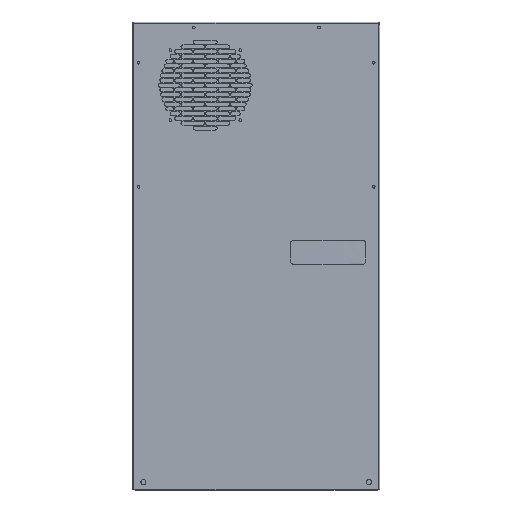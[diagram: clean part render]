
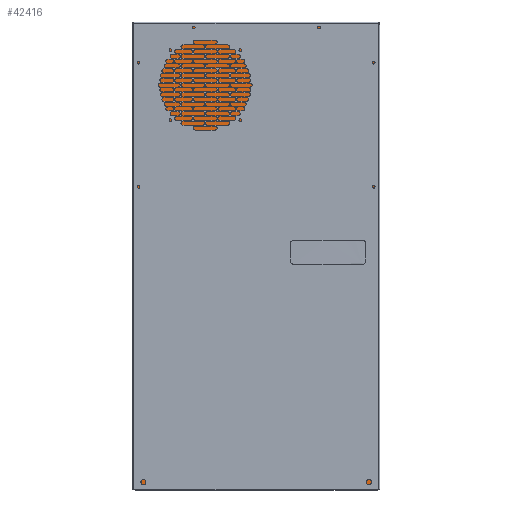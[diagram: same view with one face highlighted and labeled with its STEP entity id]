
A CAD part, top view. The second image highlights one B-rep face of the part: STEP entity #42416.
In plain terms, the highlighted planar face has unit normal (0, 0, 1).
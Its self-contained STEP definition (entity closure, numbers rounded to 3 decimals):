
#433 = CARTESIAN_POINT ( 'NONE',  ( -7.514, 32.19, 4.438 ) ) ;
#1529 = CARTESIAN_POINT ( 'NONE',  ( -7.514, 32.19, 4.438 ) ) ;
#2667 = DIRECTION ( 'NONE',  ( 0., -1., 0. ) ) ;
#2686 = VERTEX_POINT ( 'NONE', #30889 ) ;
#3059 = CARTESIAN_POINT ( 'NONE',  ( 7.525, -14.651, 4.438 ) ) ;
#4855 = VECTOR ( 'NONE', #20881, 39.37 ) ;
#5590 = CARTESIAN_POINT ( 'NONE',  ( -7.514, -13.479, 4.438 ) ) ;
#5635 = VERTEX_POINT ( 'NONE', #3059 ) ;
#6276 = CARTESIAN_POINT ( 'NONE',  ( -5.696, -13.727, 4.438 ) ) ;
#6690 = CARTESIAN_POINT ( 'NONE',  ( 7.528, -14.651, 4.438 ) ) ;
#7221 = FACE_BOUND ( 'NONE', #18690, .T. ) ;
#7343 = CARTESIAN_POINT ( 'NONE',  ( 7.525, 14.651, 4.438 ) ) ;
#8154 = CARTESIAN_POINT ( 'NONE',  ( 7.525, 32.19, 4.438 ) ) ;
#8557 = DIRECTION ( 'NONE',  ( 0., -1., 0. ) ) ;
#8771 = CARTESIAN_POINT ( 'NONE',  ( -5.728, -13.727, 4.438 ) ) ;
#8926 = DIRECTION ( 'NONE',  ( -1., 0., 0. ) ) ;
#9819 = VECTOR ( 'NONE', #55325, 39.37 ) ;
#9974 = LINE ( 'NONE', #5590, #12501 ) ;
#11524 = LINE ( 'NONE', #433, #36412 ) ;
#12501 = VECTOR ( 'NONE', #26197, 39.37 ) ;
#18500 = VERTEX_POINT ( 'NONE', #39347 ) ;
#18690 = EDGE_LOOP ( 'NONE', ( #54610, #47954, #41074, #29846 ) ) ;
#19158 = EDGE_CURVE ( 'NONE', #45440, #63545, #58931, .T. ) ;
#20881 = DIRECTION ( 'NONE',  ( 0., -1., 0. ) ) ;
#22117 = DIRECTION ( 'NONE',  ( -1., 0., 0. ) ) ;
#25601 = EDGE_CURVE ( 'NONE', #28998, #63545, #38200, .T. ) ;
#26197 = DIRECTION ( 'NONE',  ( -1., 0., 0. ) ) ;
#28998 = VERTEX_POINT ( 'NONE', #8771 ) ;
#29846 = ORIENTED_EDGE ( 'NONE', *, *, #25601, .F. ) ;
#30422 = VERTEX_POINT ( 'NONE', #7343 ) ;
#30427 = EDGE_CURVE ( 'NONE', #5635, #18500, #43550, .T. ) ;
#30889 = CARTESIAN_POINT ( 'NONE',  ( -5.728, -13.479, 4.438 ) ) ;
#31424 = VECTOR ( 'NONE', #8557, 39.37 ) ;
#32327 = EDGE_LOOP ( 'NONE', ( #64604, #37892, #56267, #40525 ) ) ;
#32860 = EDGE_CURVE ( 'NONE', #36131, #30422, #49937, .T. ) ;
#33446 = CARTESIAN_POINT ( 'NONE',  ( -7.514, 14.651, 4.438 ) ) ;
#34393 = VECTOR ( 'NONE', #40618, 39.37 ) ;
#34759 = EDGE_CURVE ( 'NONE', #30422, #5635, #54471, .T. ) ;
#36131 = VERTEX_POINT ( 'NONE', #33446 ) ;
#36412 = VECTOR ( 'NONE', #2667, 39.37 ) ;
#37631 = VECTOR ( 'NONE', #8926, 39.37 ) ;
#37892 = ORIENTED_EDGE ( 'NONE', *, *, #44492, .T. ) ;
#38200 = LINE ( 'NONE', #42295, #60366 ) ;
#39347 = CARTESIAN_POINT ( 'NONE',  ( -7.514, -14.651, 4.438 ) ) ;
#39557 = CARTESIAN_POINT ( 'NONE',  ( -5.696, -13.479, 4.438 ) ) ;
#40525 = ORIENTED_EDGE ( 'NONE', *, *, #34759, .F. ) ;
#40618 = DIRECTION ( 'NONE',  ( 0., -1., 0. ) ) ;
#41074 = ORIENTED_EDGE ( 'NONE', *, *, #19158, .T. ) ;
#42244 = EDGE_CURVE ( 'NONE', #2686, #28998, #61441, .T. ) ;
#42295 = CARTESIAN_POINT ( 'NONE',  ( -7.514, -13.727, 4.438 ) ) ;
#42416 = ADVANCED_FACE ( 'NONE', ( #7221, #43748 ), #48158, .F. ) ;
#43122 = EDGE_CURVE ( 'NONE', #45440, #2686, #9974, .T. ) ;
#43550 = LINE ( 'NONE', #6690, #37631 ) ;
#43748 = FACE_OUTER_BOUND ( 'NONE', #32327, .T. ) ;
#44492 = EDGE_CURVE ( 'NONE', #36131, #18500, #11524, .T. ) ;
#45440 = VERTEX_POINT ( 'NONE', #39557 ) ;
#47954 = ORIENTED_EDGE ( 'NONE', *, *, #43122, .F. ) ;
#48158 = PLANE ( 'NONE',  #65335 ) ;
#49937 = LINE ( 'NONE', #64790, #9819 ) ;
#52745 = DIRECTION ( 'NONE',  ( 1., 0., 0. ) ) ;
#54471 = LINE ( 'NONE', #8154, #34393 ) ;
#54610 = ORIENTED_EDGE ( 'NONE', *, *, #42244, .F. ) ;
#55325 = DIRECTION ( 'NONE',  ( 1., 0., 0. ) ) ;
#56267 = ORIENTED_EDGE ( 'NONE', *, *, #30427, .F. ) ;
#58931 = LINE ( 'NONE', #64328, #31424 ) ;
#59605 = DIRECTION ( 'NONE',  ( 0., 0., -1. ) ) ;
#60366 = VECTOR ( 'NONE', #52745, 39.37 ) ;
#61441 = LINE ( 'NONE', #65851, #4855 ) ;
#63545 = VERTEX_POINT ( 'NONE', #6276 ) ;
#64328 = CARTESIAN_POINT ( 'NONE',  ( -5.696, 32.19, 4.438 ) ) ;
#64604 = ORIENTED_EDGE ( 'NONE', *, *, #32860, .F. ) ;
#64790 = CARTESIAN_POINT ( 'NONE',  ( -7.514, 14.651, 4.438 ) ) ;
#65335 = AXIS2_PLACEMENT_3D ( 'NONE', #1529, #59605, #22117 ) ;
#65851 = CARTESIAN_POINT ( 'NONE',  ( -5.728, 32.19, 4.438 ) ) ;
